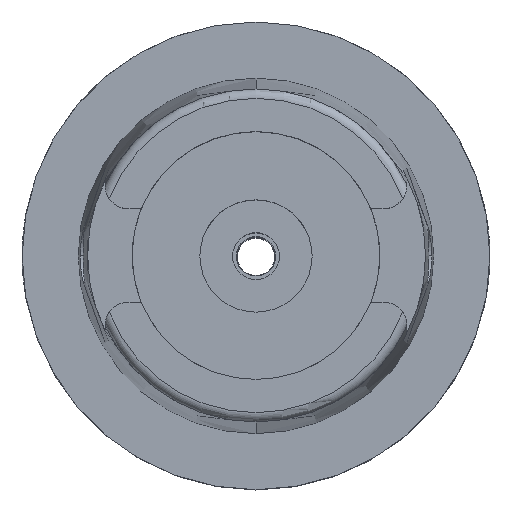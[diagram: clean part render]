
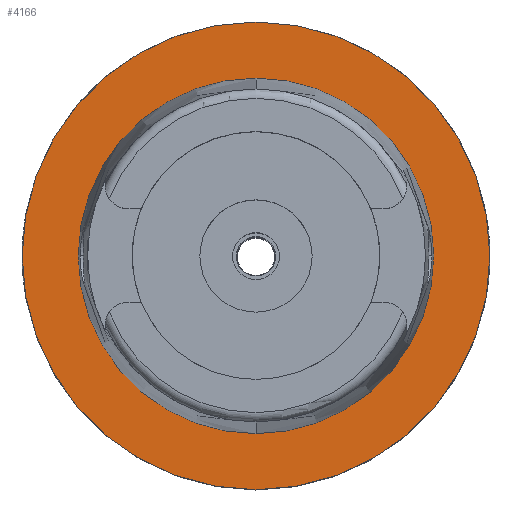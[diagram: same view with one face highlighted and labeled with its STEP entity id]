
A CAD part, top view. The second image highlights one B-rep face of the part: STEP entity #4166.
In plain terms, the highlighted planar face has unit normal (0, 0, 1).
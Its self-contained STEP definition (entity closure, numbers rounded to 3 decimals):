
#2063=CARTESIAN_POINT('',(0.,0.,0.));
#2064=DIRECTION('',(0.,0.,-1.));
#2065=DIRECTION('',(0.,-1.,0.));
#2066=AXIS2_PLACEMENT_3D('',#2063,#2064,#2065);
#2071=CARTESIAN_POINT('',(0.,0.,0.));
#2072=DIRECTION('',(0.,0.,-1.));
#2073=DIRECTION('',(0.,1.,0.));
#2074=AXIS2_PLACEMENT_3D('',#2071,#2072,#2073);
#2079=CARTESIAN_POINT('',(0.,0.,0.));
#2080=DIRECTION('',(0.,0.,1.));
#2081=DIRECTION('',(0.,-1.,0.));
#2082=AXIS2_PLACEMENT_3D('',#2079,#2080,#2081);
#2087=CARTESIAN_POINT('',(0.,0.,0.));
#2088=DIRECTION('',(0.,0.,1.));
#2089=DIRECTION('',(0.,1.,0.));
#2090=AXIS2_PLACEMENT_3D('',#2087,#2088,#2089);
#2387=CARTESIAN_POINT('',(0.,-38.,0.));
#2388=VERTEX_POINT('',#2387);
#2389=CARTESIAN_POINT('',(0.,38.,0.));
#2390=VERTEX_POINT('',#2389);
#2644=CARTESIAN_POINT('',(0.,50.,0.));
#2645=VERTEX_POINT('',#2644);
#2646=CARTESIAN_POINT('',(0.,-50.,0.));
#2647=VERTEX_POINT('',#2646);
#4153=CARTESIAN_POINT('',(0.,0.,0.));
#4154=DIRECTION('',(0.,0.,1.));
#4155=DIRECTION('',(0.,1.,0.));
#4156=AXIS2_PLACEMENT_3D('',#4153,#4154,#4155);
#4157=PLANE('',#4156);
#4158=ORIENTED_EDGE('',*,*,#3918,.T.);
#4159=ORIENTED_EDGE('',*,*,#4027,.T.);
#4160=EDGE_LOOP('',(#4158,#4159));
#4161=FACE_OUTER_BOUND('',#4160,.F.);
#4162=ORIENTED_EDGE('',*,*,#2882,.T.);
#4163=ORIENTED_EDGE('',*,*,#2853,.T.);
#4164=EDGE_LOOP('',(#4162,#4163));
#4165=FACE_BOUND('',#4164,.F.);
#2067=CIRCLE('',#2066,50.);
#2075=CIRCLE('',#2074,50.);
#2083=CIRCLE('',#2082,38.);
#2091=CIRCLE('',#2090,38.);
#2853=EDGE_CURVE('',#2390,#2388,#2091,.T.);
#2882=EDGE_CURVE('',#2388,#2390,#2083,.T.);
#3918=EDGE_CURVE('',#2647,#2645,#2067,.T.);
#4027=EDGE_CURVE('',#2645,#2647,#2075,.T.);
#4166=ADVANCED_FACE('',(#4161,#4165),#4157,.T.);
